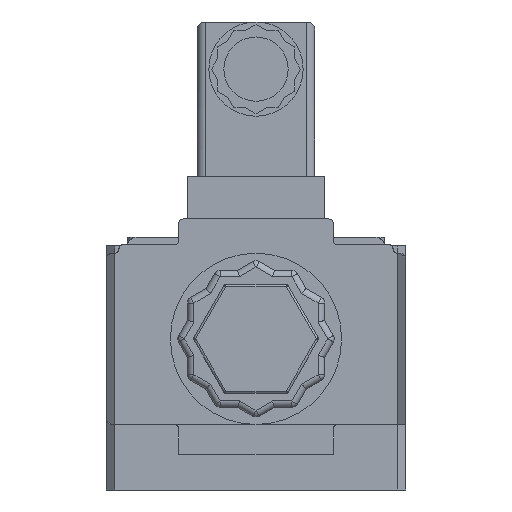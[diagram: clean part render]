
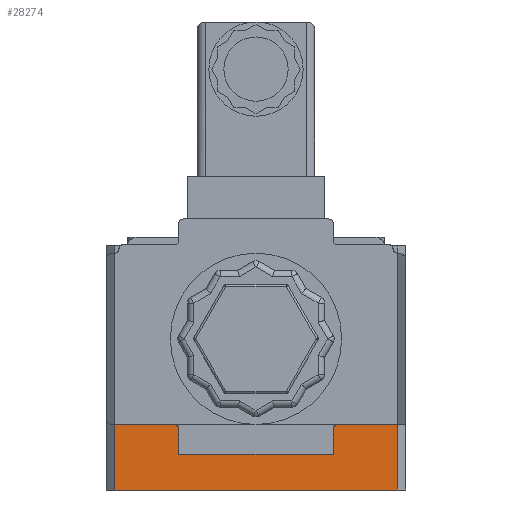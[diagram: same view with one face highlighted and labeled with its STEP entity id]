
A CAD part, left-side view. The second image highlights one B-rep face of the part: STEP entity #28274.
In plain terms, the highlighted planar face has unit normal (-1, 0, 0).
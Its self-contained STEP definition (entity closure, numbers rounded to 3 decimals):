
#1461 = VECTOR ( 'NONE', #21676, 1000. ) ;
#1919 = ORIENTED_EDGE ( 'NONE', *, *, #14423, .T. ) ;
#3562 = CARTESIAN_POINT ( 'NONE',  ( -46., 18., -15.2 ) ) ;
#3837 = VECTOR ( 'NONE', #26776, 1000. ) ;
#4056 = CARTESIAN_POINT ( 'NONE',  ( -46., -19., -14.2 ) ) ;
#4285 = VERTEX_POINT ( 'NONE', #18498 ) ;
#4484 = VECTOR ( 'NONE', #30901, 1000. ) ;
#4793 = EDGE_CURVE ( 'Edge166', #26211, #4285, #15480, .T. ) ;
#5738 = ORIENTED_EDGE ( 'NONE', *, *, #11672, .F. ) ;
#6465 = ORIENTED_EDGE ( 'NONE', *, *, #20712, .F. ) ;
#6502 = DIRECTION ( 'NONE',  ( 0., 0., 1. ) ) ;
#6617 = CARTESIAN_POINT ( 'NONE',  ( -46., 19., -15.2 ) ) ;
#6808 = DIRECTION ( 'NONE',  ( -1., 0., 0. ) ) ;
#6999 = CARTESIAN_POINT ( 'NONE',  ( -46., -18., -21.2 ) ) ;
#7005 = DIRECTION ( 'NONE',  ( -1., 0., 0. ) ) ;
#7159 = DIRECTION ( 'NONE',  ( 0., -1., 0. ) ) ;
#7477 = PLANE ( 'NONE',  #21510 ) ;
#7608 = DIRECTION ( 'NONE',  ( 0., -1., 0. ) ) ;
#8017 = ORIENTED_EDGE ( 'NONE', *, *, #27605, .T. ) ;
#8700 = EDGE_CURVE ( 'NONE', #20796, #26765, #27100, .T. ) ;
#8768 = CARTESIAN_POINT ( 'NONE',  ( -46., -18., -15.2 ) ) ;
#9185 = VECTOR ( 'NONE', #14196, 1000. ) ;
#10365 = CARTESIAN_POINT ( 'NONE',  ( -46., -33., 27.5 ) ) ;
#10611 = EDGE_CURVE ( 'Edge14', #13158, #26765, #26773, .T. ) ;
#11403 = CARTESIAN_POINT ( 'NONE',  ( -46., -33., -14.2 ) ) ;
#11672 = EDGE_CURVE ( 'Edge290', #16726, #29178, #24131, .T. ) ;
#12093 = EDGE_CURVE ( 'NONE', #29835, #13224, #33044, .T. ) ;
#12625 = CARTESIAN_POINT ( 'NONE',  ( -46., -35., -29.5 ) ) ;
#13158 = VERTEX_POINT ( 'NONE', #6999 ) ;
#13224 = VERTEX_POINT ( 'NONE', #14241 ) ;
#13269 = LINE ( 'NONE', #18586, #23623 ) ;
#14196 = DIRECTION ( 'NONE',  ( 0., 0., -1. ) ) ;
#14241 = CARTESIAN_POINT ( 'NONE',  ( -46., 18., -21.2 ) ) ;
#14423 = EDGE_CURVE ( 'NONE', #29835, #4285, #17476, .T. ) ;
#14879 = ORIENTED_EDGE ( 'NONE', *, *, #8700, .T. ) ;
#15480 = LINE ( 'NONE', #20274, #28866 ) ;
#16397 = VECTOR ( 'NONE', #28426, 1000. ) ;
#16726 = VERTEX_POINT ( 'NONE', #23182 ) ;
#17316 = ORIENTED_EDGE ( 'NONE', *, *, #18096, .F. ) ;
#17476 = CIRCLE ( 'NONE', #21417, 1. ) ;
#18096 = EDGE_CURVE ( 'Edge101', #20796, #26010, #31393, .T. ) ;
#18498 = CARTESIAN_POINT ( 'NONE',  ( -46., 19., -14.2 ) ) ;
#18586 = CARTESIAN_POINT ( 'NONE',  ( -46., 18., -21.2 ) ) ;
#18642 = DIRECTION ( 'NONE',  ( -1., 0., 0. ) ) ;
#18912 = ORIENTED_EDGE ( 'NONE', *, *, #10611, .F. ) ;
#20231 = DIRECTION ( 'NONE',  ( 0., 0., 1. ) ) ;
#20274 = CARTESIAN_POINT ( 'NONE',  ( -46., 34.75, -14.2 ) ) ;
#20532 = VECTOR ( 'NONE', #34718, 1000. ) ;
#20712 = EDGE_CURVE ( 'Edge285', #13224, #13158, #13269, .T. ) ;
#20796 = VERTEX_POINT ( 'NONE', #4056 ) ;
#21417 = AXIS2_PLACEMENT_3D ( 'NONE', #6617, #6808, #20231 ) ;
#21510 = AXIS2_PLACEMENT_3D ( 'NONE', #12625, #18642, #23758 ) ;
#21676 = DIRECTION ( 'NONE',  ( 0., 0., 1. ) ) ;
#22684 = CARTESIAN_POINT ( 'NONE',  ( -46., 18., -14.2 ) ) ;
#23058 = EDGE_CURVE ( 'Edge389', #16726, #26010, #29467, .T. ) ;
#23151 = CARTESIAN_POINT ( 'NONE',  ( -46., 33., -29.5 ) ) ;
#23182 = CARTESIAN_POINT ( 'NONE',  ( -46., -33., -29.5 ) ) ;
#23623 = VECTOR ( 'NONE', #7608, 1000. ) ;
#23758 = DIRECTION ( 'NONE',  ( 0., 0., 1. ) ) ;
#24131 = LINE ( 'NONE', #30135, #20532 ) ;
#25943 = CARTESIAN_POINT ( 'NONE',  ( -46., 34.75, -14.2 ) ) ;
#26010 = VERTEX_POINT ( 'NONE', #11403 ) ;
#26211 = VERTEX_POINT ( 'NONE', #33035 ) ;
#26396 = ORIENTED_EDGE ( 'NONE', *, *, #12093, .F. ) ;
#26765 = VERTEX_POINT ( 'NONE', #8768 ) ;
#26773 = LINE ( 'NONE', #27129, #1461 ) ;
#26775 = EDGE_LOOP ( 'NONE', ( #27115, #8017, #5738, #28690, #17316, #14879, #18912, #6465, #26396, #1919 ) ) ;
#26776 = DIRECTION ( 'NONE',  ( 0., 0., 1. ) ) ;
#27100 = CIRCLE ( 'NONE', #29409, 1. ) ;
#27115 = ORIENTED_EDGE ( 'NONE', *, *, #4793, .F. ) ;
#27129 = CARTESIAN_POINT ( 'NONE',  ( -46., -18., -21.2 ) ) ;
#27605 = EDGE_CURVE ( 'Edge340', #26211, #29178, #31401, .T. ) ;
#28274 = ADVANCED_FACE ( 'NONE', ( #31499 ), #7477, .T. ) ;
#28426 = DIRECTION ( 'NONE',  ( 0., -1., 0. ) ) ;
#28690 = ORIENTED_EDGE ( 'NONE', *, *, #23058, .T. ) ;
#28866 = VECTOR ( 'NONE', #7159, 1000. ) ;
#29178 = VERTEX_POINT ( 'NONE', #31503 ) ;
#29409 = AXIS2_PLACEMENT_3D ( 'NONE', #30731, #7005, #6502 ) ;
#29467 = LINE ( 'NONE', #10365, #3837 ) ;
#29835 = VERTEX_POINT ( 'NONE', #3562 ) ;
#30135 = CARTESIAN_POINT ( 'NONE',  ( -46., -35., -29.5 ) ) ;
#30731 = CARTESIAN_POINT ( 'NONE',  ( -46., -19., -15.2 ) ) ;
#30901 = DIRECTION ( 'NONE',  ( 0., 0., -1. ) ) ;
#31393 = LINE ( 'NONE', #25943, #16397 ) ;
#31401 = LINE ( 'NONE', #23151, #4484 ) ;
#31499 = FACE_OUTER_BOUND ( 'NONE', #26775, .T. ) ;
#31503 = CARTESIAN_POINT ( 'NONE',  ( -46., 33., -29.5 ) ) ;
#33035 = CARTESIAN_POINT ( 'NONE',  ( -46., 33., -14.2 ) ) ;
#33044 = LINE ( 'NONE', #22684, #9185 ) ;
#34718 = DIRECTION ( 'NONE',  ( 0., 1., 0. ) ) ;
